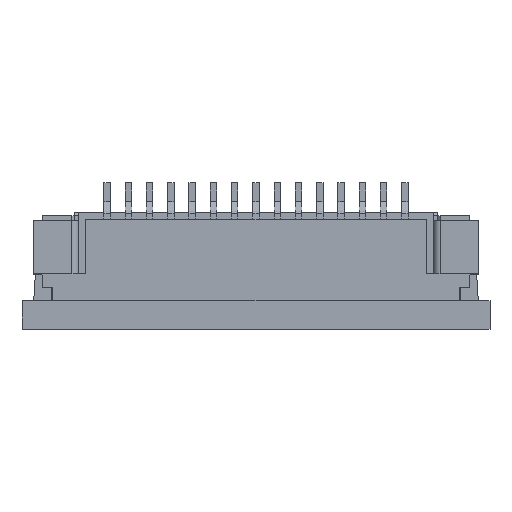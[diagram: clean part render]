
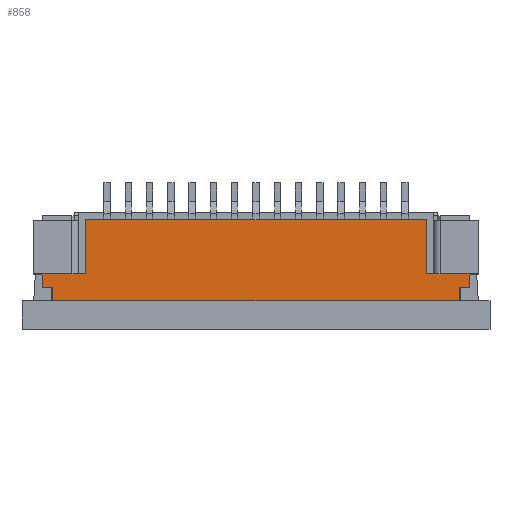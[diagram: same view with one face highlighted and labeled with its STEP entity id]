
A CAD part, top view. The second image highlights one B-rep face of the part: STEP entity #858.
In plain terms, the highlighted planar face has unit normal (0, 0, 1).
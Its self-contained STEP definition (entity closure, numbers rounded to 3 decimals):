
#858=ADVANCED_FACE('',(#4454),#4456,.T.);
#4454=FACE_BOUND('',#4455,.T.);
#4455=EDGE_LOOP('',(#7310,#7311,#7312,#7313,#7314,#7315,#7316,#7317,#7318,#7319,
#7320,#7321));
#4456=PLANE('',#4457);
#4457=AXIS2_PLACEMENT_3D('',#4458,#4459,#4460);
#4458=CARTESIAN_POINT('',(10.05,1.35,2.45));
#4459=DIRECTION('',(0.,-0.,1.));
#4460=DIRECTION('',(0.,1.,0.));
#7310=ORIENTED_EDGE('',*,*,#9499,.T.);
#7311=ORIENTED_EDGE('',*,*,#9501,.T.);
#7312=ORIENTED_EDGE('',*,*,#9502,.T.);
#7313=ORIENTED_EDGE('',*,*,#9503,.T.);
#7314=ORIENTED_EDGE('',*,*,#9504,.T.);
#7315=ORIENTED_EDGE('',*,*,#9505,.T.);
#7316=ORIENTED_EDGE('',*,*,#9506,.T.);
#7317=ORIENTED_EDGE('',*,*,#9507,.F.);
#7318=ORIENTED_EDGE('',*,*,#9508,.T.);
#7319=ORIENTED_EDGE('',*,*,#9509,.T.);
#7320=ORIENTED_EDGE('',*,*,#9444,.F.);
#7321=ORIENTED_EDGE('',*,*,#9435,.T.);
#9435=EDGE_CURVE('',#10704,#10714,#10716,.F.);
#9444=EDGE_CURVE('',#10704,#10732,#10733,.T.);
#9499=EDGE_CURVE('',#10714,#10836,#10837,.T.);
#9501=EDGE_CURVE('',#10836,#10839,#10840,.T.);
#9502=EDGE_CURVE('',#10839,#10841,#10842,.F.);
#9503=EDGE_CURVE('',#10841,#10843,#10844,.F.);
#9504=EDGE_CURVE('',#10843,#10845,#10846,.F.);
#9505=EDGE_CURVE('',#10845,#10847,#10848,.F.);
#9506=EDGE_CURVE('',#10847,#10849,#10850,.F.);
#9507=EDGE_CURVE('',#10851,#10849,#10852,.T.);
#9508=EDGE_CURVE('',#10851,#10853,#10854,.F.);
#9509=EDGE_CURVE('',#10853,#10732,#10855,.T.);
#10704=VERTEX_POINT('',#12462);
#10714=VERTEX_POINT('',#12482);
#10716=LINE('',#12486,#12487);
#10732=VERTEX_POINT('',#12520);
#10733=LINE('',#12521,#12522);
#10836=VERTEX_POINT('',#12734);
#10837=LINE('',#12735,#12736);
#10839=VERTEX_POINT('',#12741);
#10840=LINE('',#12742,#12743);
#10841=VERTEX_POINT('',#12745);
#10842=LINE('',#12746,#12747);
#10843=VERTEX_POINT('',#12749);
#10844=LINE('',#12750,#12751);
#10845=VERTEX_POINT('',#12753);
#10846=LINE('',#12754,#12755);
#10847=VERTEX_POINT('',#12757);
#10848=LINE('',#12758,#12759);
#10849=VERTEX_POINT('',#12761);
#10850=LINE('',#12762,#12763);
#10851=VERTEX_POINT('',#12765);
#10852=LINE('',#12766,#12767);
#10853=VERTEX_POINT('',#12769);
#10854=LINE('',#12770,#12771);
#10855=LINE('',#12773,#12774);
#12462=CARTESIAN_POINT('',(9.55,1.35,2.45));
#12482=CARTESIAN_POINT('',(9.55,1.95,2.45));
#12486=CARTESIAN_POINT('',(9.55,1.95,2.45));
#12487=VECTOR('',#12488,1.);
#12488=DIRECTION('',(0.,-1.,0.));
#12520=CARTESIAN_POINT('',(-9.55,1.35,2.45));
#12521=CARTESIAN_POINT('',(9.55,1.35,2.45));
#12522=VECTOR('',#12523,1.);
#12523=DIRECTION('',(-1.,0.,0.));
#12734=CARTESIAN_POINT('',(10.05,1.95,2.45));
#12735=CARTESIAN_POINT('',(9.55,1.95,2.45));
#12736=VECTOR('',#12737,1.);
#12737=DIRECTION('',(1.,0.,0.));
#12741=CARTESIAN_POINT('',(10.05,2.6,2.45));
#12742=CARTESIAN_POINT('',(10.05,1.95,2.45));
#12743=VECTOR('',#12744,1.);
#12744=DIRECTION('',(0.,1.,0.));
#12745=CARTESIAN_POINT('',(8.,2.6,2.45));
#12746=CARTESIAN_POINT('',(8.,2.6,2.45));
#12747=VECTOR('',#12748,1.);
#12748=DIRECTION('',(1.,0.,0.));
#12749=CARTESIAN_POINT('',(8.,5.15,2.45));
#12750=CARTESIAN_POINT('',(8.,5.15,2.45));
#12751=VECTOR('',#12752,1.);
#12752=DIRECTION('',(0.,-1.,0.));
#12753=CARTESIAN_POINT('',(-8.,5.15,2.45));
#12754=CARTESIAN_POINT('',(-8.,5.15,2.45));
#12755=VECTOR('',#12756,1.);
#12756=DIRECTION('',(1.,0.,0.));
#12757=CARTESIAN_POINT('',(-8.,2.6,2.45));
#12758=CARTESIAN_POINT('',(-8.,2.6,2.45));
#12759=VECTOR('',#12760,1.);
#12760=DIRECTION('',(0.,1.,0.));
#12761=CARTESIAN_POINT('',(-10.05,2.6,2.45));
#12762=CARTESIAN_POINT('',(-10.05,2.6,2.45));
#12763=VECTOR('',#12764,1.);
#12764=DIRECTION('',(1.,0.,0.));
#12765=CARTESIAN_POINT('',(-10.05,1.95,2.45));
#12766=CARTESIAN_POINT('',(-10.05,1.95,2.45));
#12767=VECTOR('',#12768,1.);
#12768=DIRECTION('',(0.,1.,0.));
#12769=CARTESIAN_POINT('',(-9.55,1.95,2.45));
#12770=CARTESIAN_POINT('',(-9.55,1.95,2.45));
#12771=VECTOR('',#12772,1.);
#12772=DIRECTION('',(-1.,0.,0.));
#12773=CARTESIAN_POINT('',(-9.55,1.95,2.45));
#12774=VECTOR('',#12775,1.);
#12775=DIRECTION('',(0.,-1.,0.));
